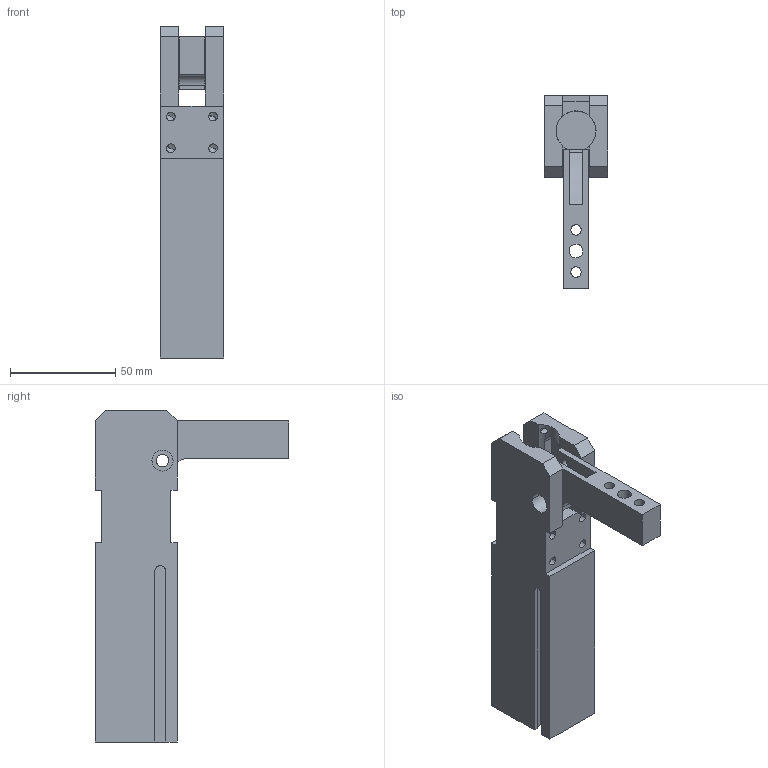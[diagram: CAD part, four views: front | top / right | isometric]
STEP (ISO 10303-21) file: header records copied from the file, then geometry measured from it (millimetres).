
FILE_DESCRIPTION(('CATIA V5 STEP Exchange'),'2;1');
FILE_NAME('Minispanner_PKS_20.1_A18.stp','2008-12-04T14:42:30+00:00',('none'),('none'),'CATIA Version 5 Release 16 (IN-10)','CATIA V5 STEP AP203','none');
FILE_SCHEMA(('CONFIG_CONTROL_DESIGN'));
Length unit declared in the file: millimetre
Products named in the file (1): Minispanner_20.1_A18
Bounding box: 30 x 92 x 157.5 mm (x, y, z)
Volume: 149020.8 mm3; surface area: 38596.6 mm2
Topology: 2 solids, 2 shells, 157 faces, 418 edges, 266 vertices
Faces by surface type: plane 73, cylinder 68, cone 16
Entity records: 5840 total; most frequent: CARTESIAN_POINT 2264, ORIENTED_EDGE 812, DIRECTION 549, EDGE_CURVE 406, VERTEX_POINT 266, VECTOR 256, LINE 256, EDGE_LOOP 190
